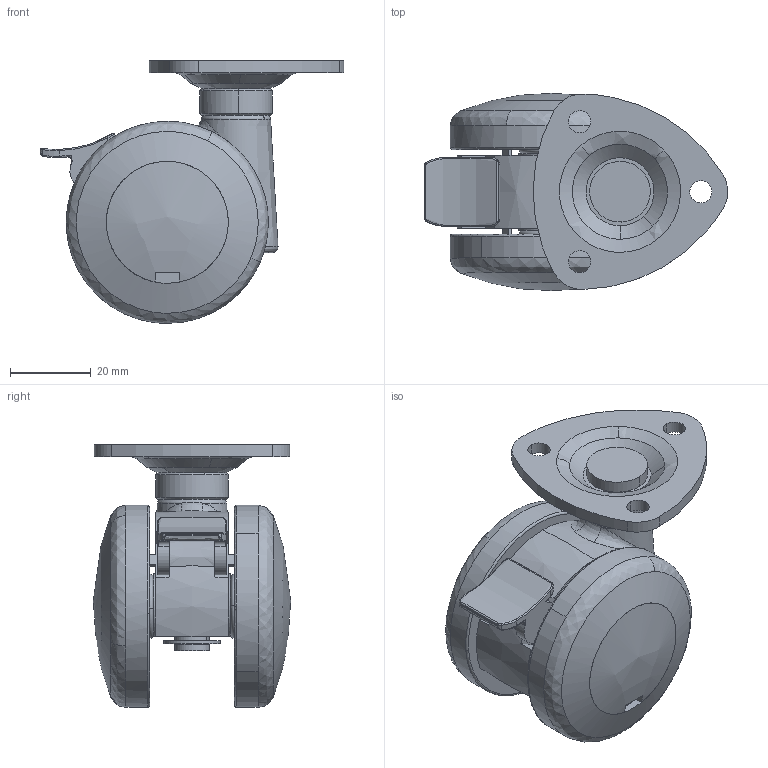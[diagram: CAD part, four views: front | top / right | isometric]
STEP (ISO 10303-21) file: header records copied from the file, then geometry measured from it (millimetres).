
FILE_DESCRIPTION((''),'2;1');
FILE_NAME('','2006-10-31T08:30:52',(''),(''),'','CADfix','');
FILE_SCHEMA(('AUTOMOTIVE_DESIGN'));
Length unit declared in the file: millimetre
Products named in the file (7): lever; wheel_mr; wheel; mounting plate; main shaft; body; e50S_3663_36
Assembly tree (6 placements, depth 2):
  e50S_3663_36
    lever
    wheel_mr
    wheel
    mounting plate
    main shaft
    body
Bounding box: 75.1 x 48.83 x 65 mm (x, y, z)
Volume: 67493.5 mm3; surface area: 31163.1 mm2
Topology: 6 solids, 6 shells, 242 faces, 744 edges, 523 vertices
Faces by surface type: bspline 242
Entity records: 27628 total; most frequent: CARTESIAN_POINT 23529, ORIENTED_EDGE 1480, EDGE_CURVE 740, VERTEX_POINT 523, EDGE_LOOP 277, FACE_OUTER_BOUND 242, ADVANCED_FACE 242, QUASI_UNIFORM_CURVE 225
